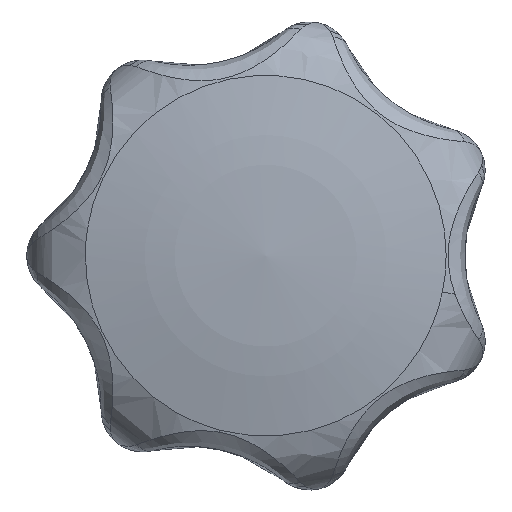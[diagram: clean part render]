
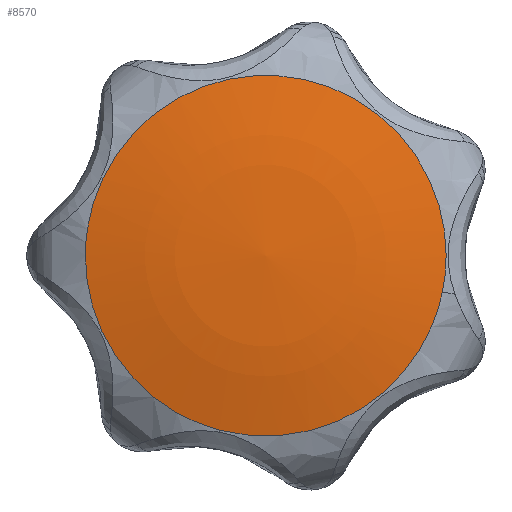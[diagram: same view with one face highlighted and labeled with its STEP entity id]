
A CAD part, top view. The second image highlights one B-rep face of the part: STEP entity #8570.
In plain terms, the highlighted free-form (B-spline) face has degree [2, 2] with [4, 4] control points.
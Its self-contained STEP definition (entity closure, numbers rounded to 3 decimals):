
#1268=CARTESIAN_POINT('',(-12.078,0.0,19.682));
#1269=VERTEX_POINT('',#1268);
#1270=CARTESIAN_POINT('',(-3.085,-11.678,19.682));
#1271=VERTEX_POINT('',#1270);
#1272=CARTESIAN_POINT('',(-12.078,0.0,19.682));
#1273=CARTESIAN_POINT('',(-12.078,-9.302,19.682));
#1274=CARTESIAN_POINT('',(-3.085,-11.678,19.682));
#1282=(BOUNDED_CURVE()B_SPLINE_CURVE(2,(#1272,#1273,#1274),.UNSPECIFIED.,.F.,.U.)B_SPLINE_CURVE_WITH_KNOTS((3,3),(0.0,0.206),.UNSPECIFIED.)CURVE()GEOMETRIC_REPRESENTATION_ITEM()RATIONAL_B_SPLINE_CURVE((1.0,0.758,0.916))REPRESENTATION_ITEM(''));
#1283=EDGE_CURVE('',#1269,#1271,#1282,.T.);
#1285=CARTESIAN_POINT('',(12.078,0.0,19.682));
#1286=VERTEX_POINT('',#1285);
#1287=CARTESIAN_POINT('',(12.078,0.0,19.682));
#1288=CARTESIAN_POINT('',(12.078,12.078,19.682));
#1289=CARTESIAN_POINT('',(0.0,12.078,19.682));
#1290=CARTESIAN_POINT('',(-12.078,12.078,19.682));
#1291=CARTESIAN_POINT('',(-12.078,0.0,19.682));
#1299=(BOUNDED_CURVE()B_SPLINE_CURVE(2,(#1287,#1288,#1289,#1290,#1291),.UNSPECIFIED.,.F.,.U.)B_SPLINE_CURVE_WITH_KNOTS((3,2,3),(0.5,0.75,1.0),.UNSPECIFIED.)CURVE()GEOMETRIC_REPRESENTATION_ITEM()RATIONAL_B_SPLINE_CURVE((1.0,0.707,1.0,0.707,1.0))REPRESENTATION_ITEM(''));
#1300=EDGE_CURVE('',#1286,#1269,#1299,.T.);
#1302=CARTESIAN_POINT('',(11.835,-2.412,19.682));
#1303=VERTEX_POINT('',#1302);
#1304=CARTESIAN_POINT('',(11.835,-2.412,19.682));
#1305=CARTESIAN_POINT('',(12.078,-1.218,19.682));
#1306=CARTESIAN_POINT('',(12.078,0.0,19.682));
#1314=(BOUNDED_CURVE()B_SPLINE_CURVE(2,(#1304,#1305,#1306),.UNSPECIFIED.,.F.,.U.)B_SPLINE_CURVE_WITH_KNOTS((3,3),(0.466,0.5),.UNSPECIFIED.)CURVE()GEOMETRIC_REPRESENTATION_ITEM()RATIONAL_B_SPLINE_CURVE((0.931,0.96,1.0))REPRESENTATION_ITEM(''));
#1315=EDGE_CURVE('',#1303,#1286,#1314,.T.);
#1913=CARTESIAN_POINT('',(-3.085,-11.678,19.682));
#1914=CARTESIAN_POINT('',(-1.569,-12.078,19.682));
#1915=CARTESIAN_POINT('',(0.0,-12.078,19.682));
#1916=CARTESIAN_POINT('',(9.865,-12.078,19.682));
#1917=CARTESIAN_POINT('',(11.835,-2.412,19.682));
#1925=(BOUNDED_CURVE()B_SPLINE_CURVE(2,(#1913,#1914,#1915,#1916,#1917),.UNSPECIFIED.,.F.,.U.)B_SPLINE_CURVE_WITH_KNOTS((3,2,3),(0.206,0.25,0.466),.UNSPECIFIED.)CURVE()GEOMETRIC_REPRESENTATION_ITEM()RATIONAL_B_SPLINE_CURVE((0.916,0.949,1.0,0.747,0.931))REPRESENTATION_ITEM(''));
#1926=EDGE_CURVE('',#1271,#1303,#1925,.T.);
#8540=CARTESIAN_POINT('',(-13.067,-13.066,17.863));
#8541=CARTESIAN_POINT('',(-6.626,-13.251,19.41));
#8542=CARTESIAN_POINT('',(6.626,-13.251,19.41));
#8543=CARTESIAN_POINT('',(13.067,-13.066,17.863));
#8544=CARTESIAN_POINT('',(-13.252,-6.626,19.409));
#8545=CARTESIAN_POINT('',(-6.722,-6.721,21.));
#8546=CARTESIAN_POINT('',(6.722,-6.721,21.));
#8547=CARTESIAN_POINT('',(13.252,-6.626,19.409));
#8548=CARTESIAN_POINT('',(-13.252,6.626,19.409));
#8549=CARTESIAN_POINT('',(-6.722,6.722,21.));
#8550=CARTESIAN_POINT('',(6.722,6.722,21.));
#8551=CARTESIAN_POINT('',(13.252,6.626,19.409));
#8552=CARTESIAN_POINT('',(-13.067,13.067,17.863));
#8553=CARTESIAN_POINT('',(-6.626,13.252,19.409));
#8554=CARTESIAN_POINT('',(6.626,13.252,19.409));
#8555=CARTESIAN_POINT('',(13.067,13.067,17.863));
#8563=(BOUNDED_SURFACE()B_SPLINE_SURFACE(2,2,((#8540,#8544,#8548,#8552),(#8541,#8545,#8549,#8553),(#8542,#8546,#8550,#8554),(#8543,#8547,#8551,#8555)),.UNSPECIFIED.,.F.,.F.,.U.)B_SPLINE_SURFACE_WITH_KNOTS((3,1,3),(3,1,3),(14.117,27.152,40.188),(14.118,27.152,40.188),.UNSPECIFIED.)GEOMETRIC_REPRESENTATION_ITEM()RATIONAL_B_SPLINE_SURFACE(((1.029,1.014,1.014,1.029),(1.014,1.0,1.0,1.014),(1.014,1.0,1.0,1.014),(1.029,1.014,1.014,1.029)))REPRESENTATION_ITEM('')SURFACE());
#8564=ORIENTED_EDGE('',*,*,#1283,.T.);
#8565=ORIENTED_EDGE('',*,*,#1926,.T.);
#8566=ORIENTED_EDGE('',*,*,#1315,.T.);
#8567=ORIENTED_EDGE('',*,*,#1300,.T.);
#8568=EDGE_LOOP('',(#8564,#8565,#8566,#8567));
#8569=FACE_OUTER_BOUND('',#8568,.T.);
#8570=ADVANCED_FACE('',(#8569),#8563,.T.);
